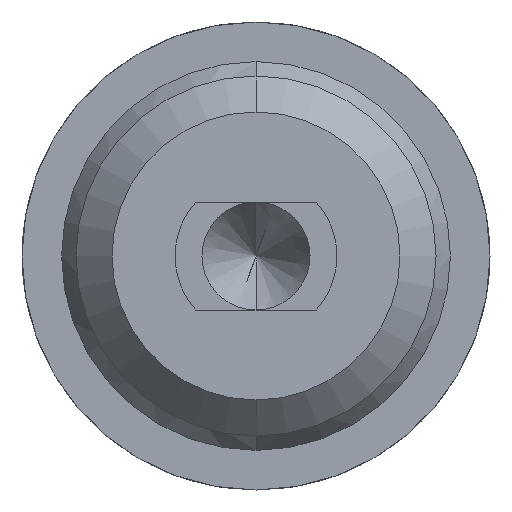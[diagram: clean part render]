
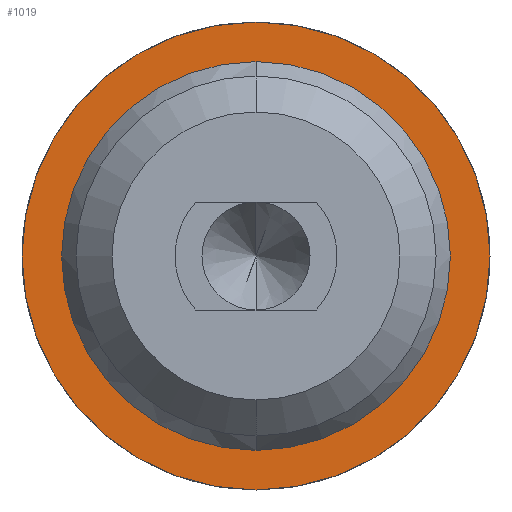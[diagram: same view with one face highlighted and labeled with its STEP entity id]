
A CAD part, front view. The second image highlights one B-rep face of the part: STEP entity #1019.
In plain terms, the highlighted planar face has unit normal (0, -1, 0).
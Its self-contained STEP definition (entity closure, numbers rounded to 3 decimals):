
#39 = CARTESIAN_POINT ( 'NONE',  ( 1.08, 27.9, 0. ) ) ;
#48 = ORIENTED_EDGE ( 'NONE', *, *, #743, .T. ) ;
#286 = ORIENTED_EDGE ( 'NONE', *, *, #1167, .T. ) ;
#343 = DIRECTION ( 'NONE',  ( 0., 0., -1. ) ) ;
#450 = CARTESIAN_POINT ( 'NONE',  ( 0., 27.9, 0. ) ) ;
#692 = EDGE_CURVE ( 'Defeature ausgef�hrt3_6+Defeature ausgef�hrt3_7+Defeature ausgef�hrt3_7+Defeature ausgef�hrt3_7', #2906, #3676, #1434, .T. ) ;
#715 = CARTESIAN_POINT ( 'NONE',  ( 0., 27.9, 1.3 ) ) ;
#743 = EDGE_CURVE ( 'Defeature ausgef�hrt3_7+Defeature ausgef�hrt3_8+Defeature ausgef�hrt3_8+Defeature ausgef�hrt3_8', #3689, #1658, #2090, .T. ) ;
#761 = AXIS2_PLACEMENT_3D ( 'NONE', #450, #2418, #3557 ) ;
#831 = CARTESIAN_POINT ( 'NONE',  ( 0., 27.9, 0. ) ) ;
#926 = CARTESIAN_POINT ( 'NONE',  ( 0., 27.9, -1.3 ) ) ;
#1019 = ADVANCED_FACE ( 'Defeature ausgef�hrt3_7', ( #1314, #4254 ), #4666, .T. ) ;
#1086 = ORIENTED_EDGE ( 'NONE', *, *, #692, .F. ) ;
#1104 = DIRECTION ( 'NONE',  ( 0., 0., -1. ) ) ;
#1111 = CARTESIAN_POINT ( 'NONE',  ( 0., 27.9, 0. ) ) ;
#1167 = EDGE_CURVE ( 'Defeature ausgef�hrt3_7+Defeature ausgef�hrt3_8+Defeature ausgef�hrt3_8+Defeature ausgef�hrt3_8', #1658, #3689, #1246, .T. ) ;
#1246 = CIRCLE ( 'NONE', #3843, 1.3 ) ;
#1314 = FACE_OUTER_BOUND ( 'NONE', #3620, .T. ) ;
#1434 = CIRCLE ( 'NONE', #3703, 1.08 ) ;
#1597 = DIRECTION ( 'NONE',  ( 0., 0., -1. ) ) ;
#1658 = VERTEX_POINT ( 'NONE', #926 ) ;
#1886 = DIRECTION ( 'NONE',  ( 0., -1., 0. ) ) ;
#2090 = CIRCLE ( 'NONE', #3946, 1.3 ) ;
#2117 = CIRCLE ( 'NONE', #761, 1.08 ) ;
#2241 = CARTESIAN_POINT ( 'NONE',  ( 0., 27.9, 0. ) ) ;
#2351 = DIRECTION ( 'NONE',  ( 0., 0., -1. ) ) ;
#2418 = DIRECTION ( 'NONE',  ( 0., -1., 0. ) ) ;
#2703 = CARTESIAN_POINT ( 'NONE',  ( 0., 27.9, 1.08 ) ) ;
#2906 = VERTEX_POINT ( 'NONE', #3567 ) ;
#3511 = DIRECTION ( 'NONE',  ( 0., -1., 0. ) ) ;
#3557 = DIRECTION ( 'NONE',  ( 0., 0., -1. ) ) ;
#3567 = CARTESIAN_POINT ( 'NONE',  ( 0., 27.9, -1.08 ) ) ;
#3620 = EDGE_LOOP ( 'NONE', ( #286, #48 ) ) ;
#3676 = VERTEX_POINT ( 'NONE', #2703 ) ;
#3689 = VERTEX_POINT ( 'NONE', #715 ) ;
#3703 = AXIS2_PLACEMENT_3D ( 'NONE', #2241, #4188, #1104 ) ;
#3843 = AXIS2_PLACEMENT_3D ( 'NONE', #1111, #1886, #343 ) ;
#3946 = AXIS2_PLACEMENT_3D ( 'NONE', #831, #4257, #2351 ) ;
#4006 = ORIENTED_EDGE ( 'NONE', *, *, #4882, .F. ) ;
#4188 = DIRECTION ( 'NONE',  ( 0., -1., 0. ) ) ;
#4254 = FACE_BOUND ( 'NONE', #4313, .T. ) ;
#4257 = DIRECTION ( 'NONE',  ( 0., -1., 0. ) ) ;
#4313 = EDGE_LOOP ( 'NONE', ( #1086, #4006 ) ) ;
#4666 = PLANE ( 'NONE',  #4944 ) ;
#4882 = EDGE_CURVE ( 'Defeature ausgef�hrt3_6+Defeature ausgef�hrt3_7+Defeature ausgef�hrt3_7+Defeature ausgef�hrt3_7', #3676, #2906, #2117, .T. ) ;
#4944 = AXIS2_PLACEMENT_3D ( 'NONE', #39, #3511, #1597 ) ;
